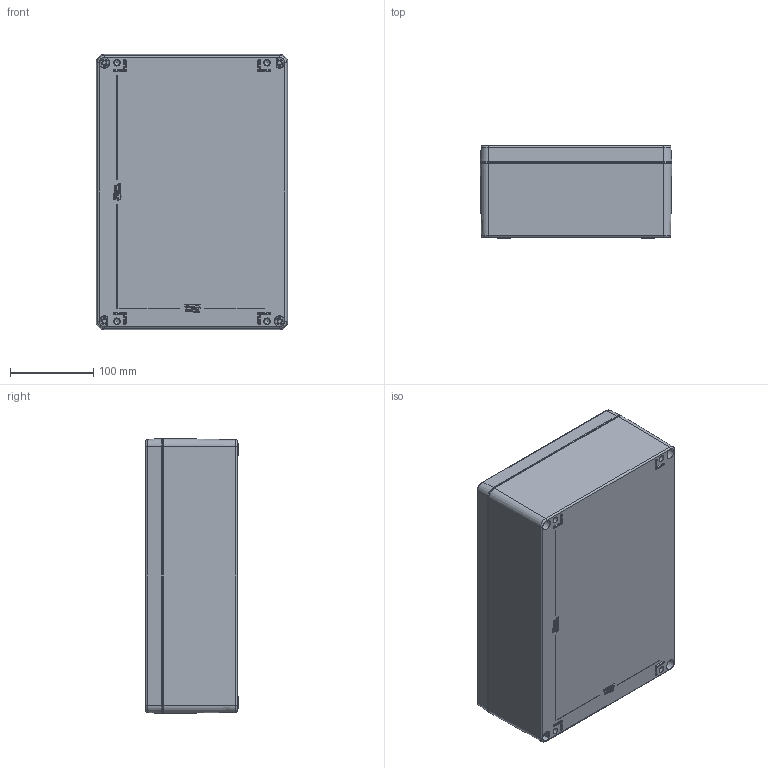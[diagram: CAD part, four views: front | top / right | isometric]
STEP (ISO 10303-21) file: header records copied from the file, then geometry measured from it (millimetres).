
FILE_DESCRIPTION( ( 'STEP AP214' ), '1' );
FILE_NAME( '15001601.stp', '2020-07-23T16:12:23', ( 'License CC BY-ND 4.0' ), ( 'CADENAS' ), ' ', 'PARTsolutions', ' ' );
FILE_SCHEMA( ( 'AUTOMOTIVE_DESIGN { 1 0 10303 214 1 1 1 1 }' ) );
Length unit declared in the file: millimetre
Products named in the file (15): 15001601; KASTEN-AL3323-11; KASTEN-AL3323-11-1; DECKEL-AL3323; SCHRAUBE_AL-GEH-M6X25; SCHRAUBE_AL-GEH-M6X25-1
Assembly tree (20 placements, depth 2):
  15001601
    KASTEN-AL3323-11
    KASTEN-AL3323-11-1
    KASTEN-AL3323-11-1
    KASTEN-AL3323-11-1
    KASTEN-AL3323-11-1
    KASTEN-AL3323-11-1
    KASTEN-AL3323-11-1
    KASTEN-AL3323-11-1
    KASTEN-AL3323-11-1
    KASTEN-AL3323-11-1
    KASTEN-AL3323-11-1
    DECKEL-AL3323
    SCHRAUBE_AL-GEH-M6X25  x4
    SCHRAUBE_AL-GEH-M6X25-1  x4
Bounding box: 230 x 111 x 330 mm (x, y, z)
Volume: 1321396.2 mm3; surface area: 563839.7 mm2
Topology: 6 solids, 30 shells, 1278 faces, 3259 edges, 2131 vertices
Faces by surface type: plane 551, extrusion 263, cylinder 209, cone 112, torus 102, bspline 37, sphere 4
Full cylindrical faces by diameter (mm): 4.5 x4, 4.9 x1, 5 x22, 5.25 x4, 6 x15, 6.4 x5, 6.5 x14, 7.2 x5
Entity records: 41134 total; most frequent: CARTESIAN_POINT 14037, ORIENTED_EDGE 5550, DIRECTION 4850, EDGE_CURVE 2811, VERTEX_POINT 1907, VECTOR 1784, AXIS2_PLACEMENT_3D 1533, LINE 1521
